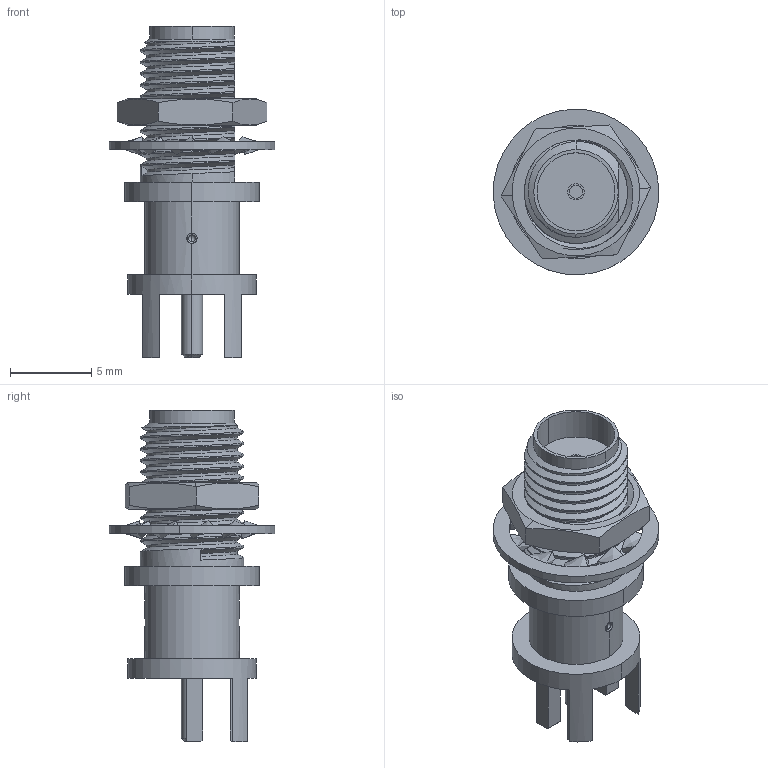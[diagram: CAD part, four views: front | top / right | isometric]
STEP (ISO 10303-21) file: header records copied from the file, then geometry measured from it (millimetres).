
FILE_DESCRIPTION (( 'STEP AP214' ), '1' );
FILE_NAME ('CONSMA006.062-G-ass.STEP', '2021-05-17T18:37:11', ( '' ), ( '' ), 'SwSTEP 2.0', 'SolidWorks 2017', '' );
FILE_SCHEMA (( 'AUTOMOTIVE_DESIGN' ));
Length unit declared in the file: millimetre
Products named in the file (1): CONSMA006.062-G-ass
Bounding box: 10.2 x 10.2 x 20.4 mm (x, y, z)
Volume: 534 mm3; surface area: 1298.4 mm2
Topology: 6 solids, 6 shells, 232 faces, 590 edges, 378 vertices
Faces by surface type: bspline 83, cylinder 79, plane 58, cone 8, sphere 4
Entity records: 23351 total; most frequent: CARTESIAN_POINT 16070, ORIENTED_EDGE 1180, DIRECTION 649, EDGE_CURVE 590, VERTEX_POINT 378, EDGE_LOOP 248, UNCERTAINTY_MEASURE_WITH_UNIT 240, PRESENTATION_LAYER_ASSIGNMENT 239
